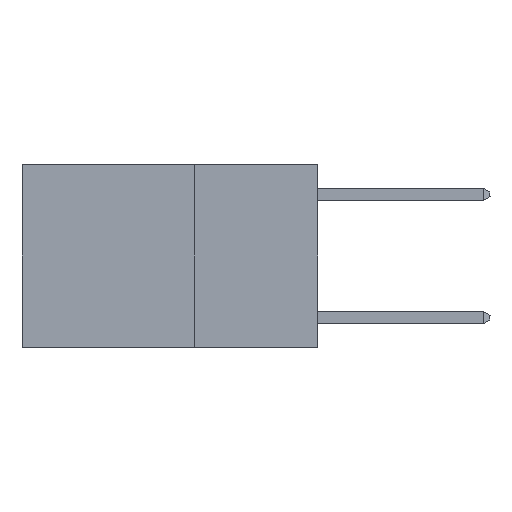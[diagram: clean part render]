
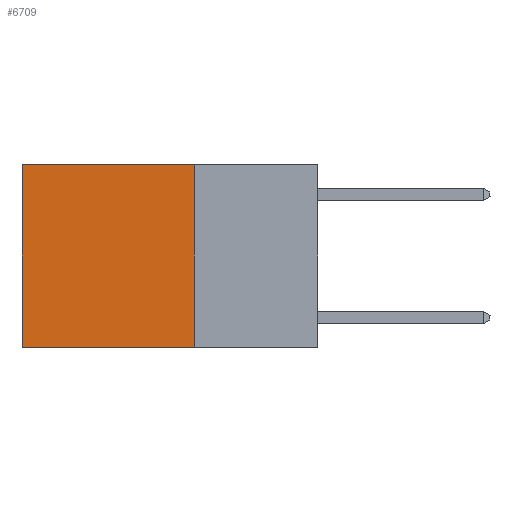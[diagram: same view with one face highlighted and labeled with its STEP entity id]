
A CAD part, left-side view. The second image highlights one B-rep face of the part: STEP entity #6709.
In plain terms, the highlighted planar face has unit normal (-1, 0, 0).
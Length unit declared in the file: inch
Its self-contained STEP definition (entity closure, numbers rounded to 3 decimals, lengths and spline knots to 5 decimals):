
#198 = DIRECTION ( 'NONE',  ( 0., 1., 0. ) ) ;
#411 = VERTEX_POINT ( 'NONE', #17891 ) ;
#1804 = LINE ( 'NONE', #8353, #8136 ) ;
#2436 = VECTOR ( 'NONE', #7984, 39.37008 ) ;
#3749 = AXIS2_PLACEMENT_3D ( 'NONE', #5870, #10823, #17342 ) ;
#4005 = VERTEX_POINT ( 'NONE', #16395 ) ;
#4210 = DIRECTION ( 'NONE',  ( 0., 1., 0. ) ) ;
#5314 = CARTESIAN_POINT ( 'NONE',  ( 0.2625, 0.25, -0.37 ) ) ;
#5652 = ORIENTED_EDGE ( 'NONE', *, *, #10878, .F. ) ;
#5870 = CARTESIAN_POINT ( 'NONE',  ( 0.2625, 0.25, 0. ) ) ;
#5984 = PLANE ( 'NONE',  #3749 ) ;
#6709 = ADVANCED_FACE ( 'NONE', ( #20561 ), #5984, .F. ) ;
#7984 = DIRECTION ( 'NONE',  ( 0., 0., -1. ) ) ;
#8136 = VECTOR ( 'NONE', #198, 39.37008 ) ;
#8353 = CARTESIAN_POINT ( 'NONE',  ( 0.2625, 0.25, 0. ) ) ;
#9281 = EDGE_CURVE ( 'NONE', #411, #12699, #14403, .T. ) ;
#10110 = ORIENTED_EDGE ( 'NONE', *, *, #20238, .T. ) ;
#10274 = CARTESIAN_POINT ( 'NONE',  ( 0.2625, 0.6, -0.37 ) ) ;
#10823 = DIRECTION ( 'NONE',  ( 1., 0., 0. ) ) ;
#10878 = EDGE_CURVE ( 'NONE', #17035, #12699, #12370, .T. ) ;
#11891 = CARTESIAN_POINT ( 'NONE',  ( 0.2625, 0.25, 0. ) ) ;
#12370 = LINE ( 'NONE', #18857, #17161 ) ;
#12689 = CARTESIAN_POINT ( 'NONE',  ( 0.2625, 0.6, 0. ) ) ;
#12699 = VERTEX_POINT ( 'NONE', #10274 ) ;
#12814 = EDGE_CURVE ( 'NONE', #4005, #17035, #13492, .T. ) ;
#13068 = ORIENTED_EDGE ( 'NONE', *, *, #12814, .F. ) ;
#13492 = LINE ( 'NONE', #11891, #16482 ) ;
#14403 = LINE ( 'NONE', #12689, #2436 ) ;
#16395 = CARTESIAN_POINT ( 'NONE',  ( 0.2625, 0.25, 0. ) ) ;
#16482 = VECTOR ( 'NONE', #18393, 39.37008 ) ;
#17035 = VERTEX_POINT ( 'NONE', #5314 ) ;
#17161 = VECTOR ( 'NONE', #4210, 39.37008 ) ;
#17342 = DIRECTION ( 'NONE',  ( 0., 0., -1. ) ) ;
#17634 = EDGE_LOOP ( 'NONE', ( #19791, #5652, #13068, #10110 ) ) ;
#17891 = CARTESIAN_POINT ( 'NONE',  ( 0.2625, 0.6, 0. ) ) ;
#18393 = DIRECTION ( 'NONE',  ( 0., 0., -1. ) ) ;
#18857 = CARTESIAN_POINT ( 'NONE',  ( 0.2625, 0.25, -0.37 ) ) ;
#19791 = ORIENTED_EDGE ( 'NONE', *, *, #9281, .T. ) ;
#20238 = EDGE_CURVE ( 'NONE', #4005, #411, #1804, .T. ) ;
#20561 = FACE_OUTER_BOUND ( 'NONE', #17634, .T. ) ;
